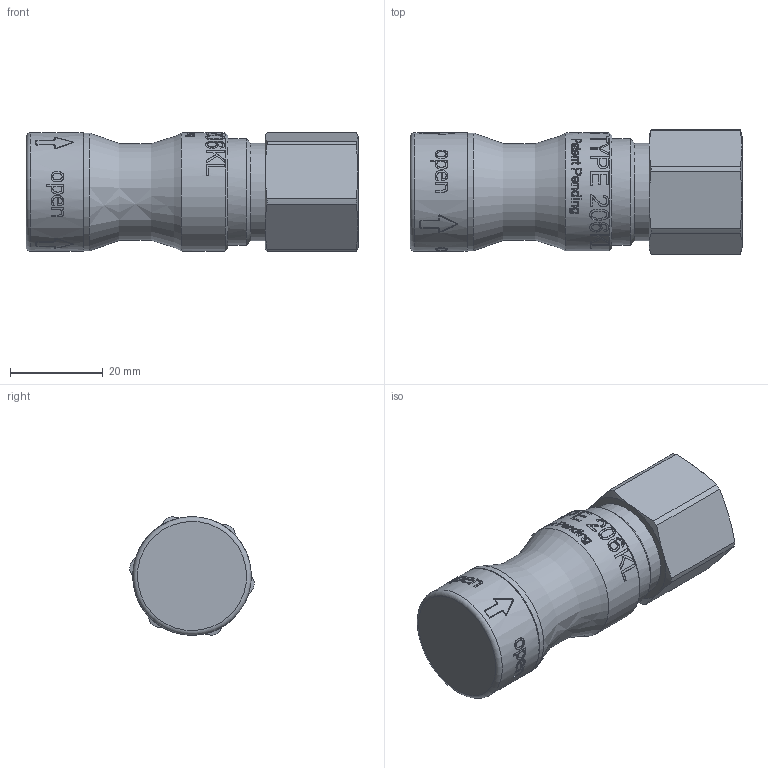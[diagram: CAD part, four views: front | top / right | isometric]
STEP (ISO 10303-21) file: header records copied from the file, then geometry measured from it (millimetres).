
FILE_DESCRIPTION((''),'2;1');
FILE_NAME('206kliw21mpn.stp','2014-05-12T06:56:04',('IA176480'),(''),'Autodesk Inventor 2013','Autodesk Inventor 2013','');
FILE_SCHEMA(('AUTOMOTIVE_DESIGN { 1 0 10303 214 1 1 1 1 }'));
Length unit declared in the file: millimetre
Products named in the file (1): D110483
Bounding box: 71.5 x 26.9 x 25.58 mm (x, y, z)
Volume: 25243 mm3; surface area: 14631.8 mm2
Topology: 1 solids, 3 shells, 1002 faces, 2633 edges, 1744 vertices
Faces by surface type: bspline 480, plane 348, cylinder 126, cone 38, torus 10
Full cylindrical faces by diameter (mm): 10.2 x1, 16.484 x2, 16.65 x1, 17 x1, 18 x2, 18.1 x1, 18.15 x1, 18.25 x1, 18.631 x1, 20 x1, 20.05 x1, 21 x1, 21.2 x1, 21.3 x1, 23 x1, 23.1 x1, 23.4 x2, 23.55 x2, 24.1 x1, 25.5 x3
Entity records: 142654 total; most frequent: CARTESIAN_POINT 121616, ORIENTED_EDGE 5108, DIRECTION 2594, EDGE_CURVE 2554, VERTEX_POINT 1728, B_SPLINE_CURVE_WITH_KNOTS 1261, EDGE_LOOP 1176, FACE_OUTER_BOUND 1002
